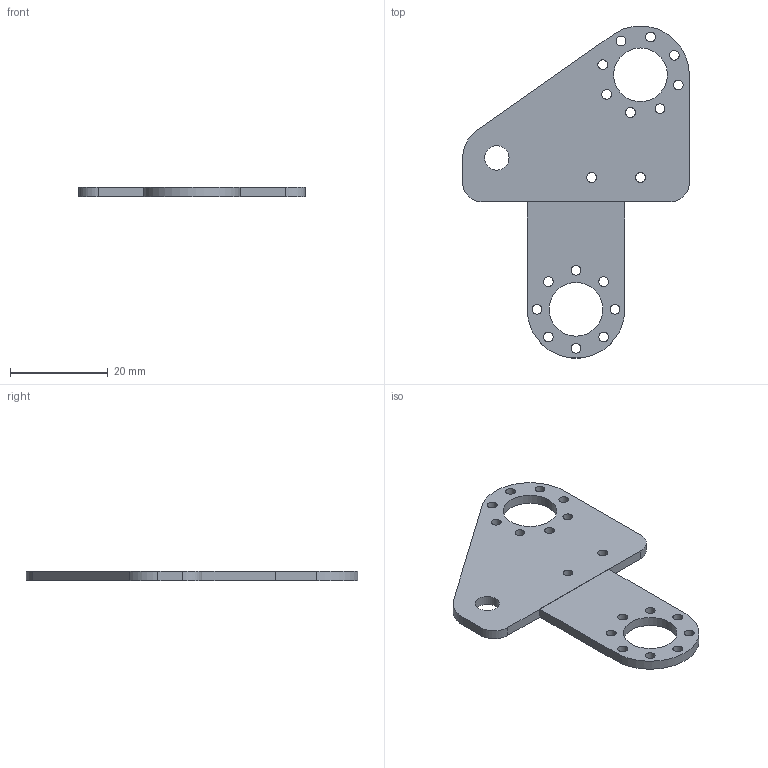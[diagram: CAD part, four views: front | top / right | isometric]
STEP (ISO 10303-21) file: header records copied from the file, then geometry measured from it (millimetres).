
FILE_DESCRIPTION(/* description */ (''),/* implementation_level */ '2;1');
FILE_NAME(/* name */ '',/* time_stamp */ '2025-04-26T17:17:15+08:00',/* author */ (''),/* organization */ (''),/* preprocessor_version */ 'ST-DEVELOPER v20.1',/* originating_system */ 'Autodesk Translation Framework v14.4.0.0',/* authorisation */ '');
FILE_SCHEMA (('AUTOMOTIVE_DESIGN { 1 0 10303 214 3 1 1 }'));
Length unit declared in the file: millimetre
Products named in the file (3): 脚踝__3; ¶Ë²¿Á¬½Ó¼þ-4¸
ö_1; ¶Ë²¿Á¬½Ó¼þ-4¸
ö_2
Assembly tree (2 placements, depth 2):
  脚踝__3
    ¶Ë²¿Á¬½Ó¼þ-4¸
ö_1
    ¶Ë²¿Á¬½Ó¼þ-4¸
ö_2
Bounding box: 46.43 x 68.01 x 2 mm (x, y, z)
Volume: 3165.3 mm3; surface area: 4032.9 mm2
Topology: 2 solids, 2 shells, 39 faces, 105 edges, 70 vertices
Faces by surface type: cylinder 26, plane 13
Full cylindrical faces by diameter (mm): 2 x18, 5 x1, 11 x2
Entity records: 1427 total; most frequent: DIRECTION 245, CARTESIAN_POINT 219, ORIENTED_EDGE 210, EDGE_CURVE 105, AXIS2_PLACEMENT_3D 96, EDGE_LOOP 81, VERTEX_POINT 70, LINE 53
